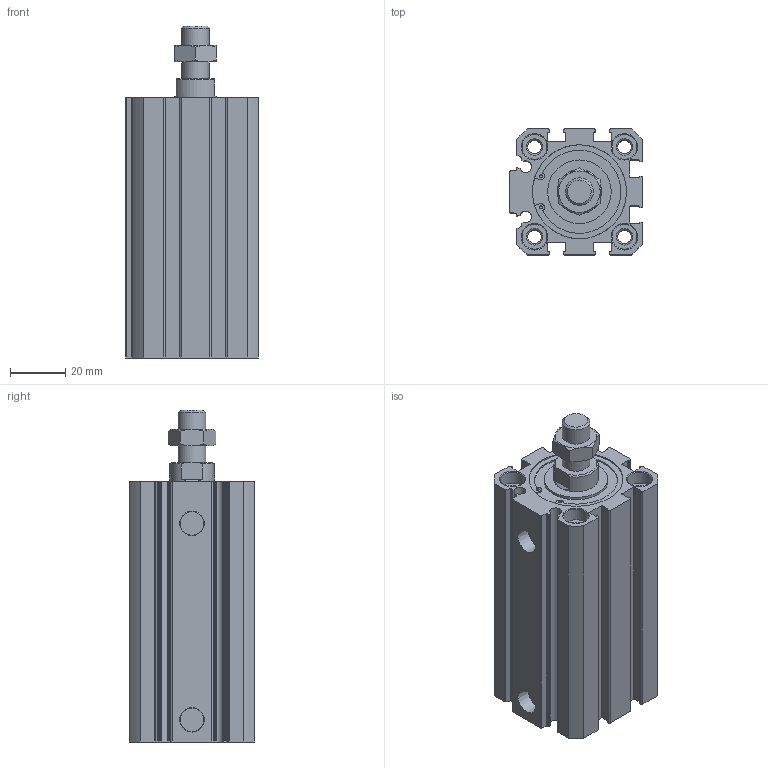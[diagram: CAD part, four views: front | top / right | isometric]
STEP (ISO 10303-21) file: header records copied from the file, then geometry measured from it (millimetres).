
FILE_DESCRIPTION(/* description */ (''),/* implementation_level */ '2;1');
FILE_NAME(/* name */ 'sfs_32-50-b.stp',/* time_stamp */ '2018-07-10T12:28:03+02:00',/* author */ ('leitheußer'),/* organization */ (''),/* preprocessor_version */ 'ST-DEVELOPER v15.6',/* originating_system */ 'Autodesk Inventor LT ',/* authorisation */ '');
FILE_SCHEMA (('AUTOMOTIVE_DESIGN { 1 0 10303 214 3 1 1 }'));
Length unit declared in the file: millimetre
Products named in the file (1): sfs_32-50-b
Bounding box: 48 x 45.5 x 120 mm (x, y, z)
Volume: 139315.4 mm3; surface area: 50697.1 mm2
Topology: 2 solids, 2 shells, 231 faces, 594 edges, 387 vertices
Faces by surface type: plane 103, cylinder 95, cone 33
Full cylindrical faces by diameter (mm): 1 x2, 4.917 x4, 9 x8, 10 x2, 16 x2, 23 x1, 32 x2, 34 x1
Entity records: 6831 total; most frequent: CARTESIAN_POINT 1220, DIRECTION 1214, ORIENTED_EDGE 1098, EDGE_CURVE 549, AXIS2_PLACEMENT_3D 461, VERTEX_POINT 383, EDGE_LOOP 300, LINE 292
